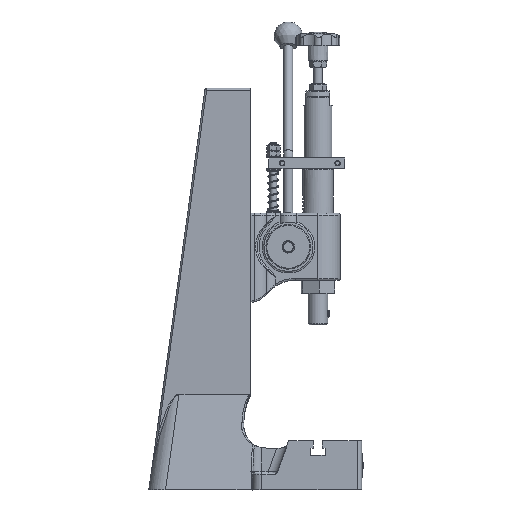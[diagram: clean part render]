
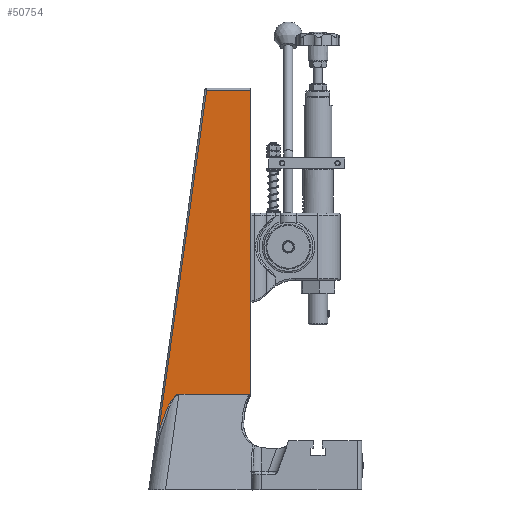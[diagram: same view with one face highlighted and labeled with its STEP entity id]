
A CAD part, left-side view. The second image highlights one B-rep face of the part: STEP entity #50754.
In plain terms, the highlighted planar face has unit normal (-0.999, 0.043, 0).
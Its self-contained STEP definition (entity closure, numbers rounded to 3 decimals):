
#3334=PLANE('',#53602);
#4849=ELLIPSE('',#53599,129.783,23.);
#4850=ELLIPSE('',#53603,65.059,65.);
#4949=LINE('',#66873,#9514);
#4950=LINE('',#66954,#9515);
#4952=LINE('',#66962,#9517);
#4953=LINE('',#66963,#9518);
#9514=VECTOR('',#56182,78.324);
#9515=VECTOR('',#56191,388.001);
#9517=VECTOR('',#56199,341.4);
#9518=VECTOR('',#56200,49.727);
#14329=FACE_OUTER_BOUND('',#17169,.T.);
#17169=EDGE_LOOP('',(#35201,#35202,#35203,#35204,#35205,#35206,#35207));
#21020=B_SPLINE_CURVE_WITH_KNOTS('',3,(#66664,#66665,#66666,#66667,#66668,
#66669,#66670,#66671,#66672,#66673,#66674,#66675,#66676,#66677,#66678,#66679,
#66680,#66681,#66682,#66683,#66684,#66685,#66686,#66687,#66688,#66689,#66690,
#66691,#66692,#66693,#66694,#66695,#66696,#66697,#66698,#66699,#66700,#66701,
#66702,#66703,#66704,#66705,#66706,#66707,#66708,#66709,#66710,#66711,#66712,
#66713,#66714,#66715),.UNSPECIFIED.,.F.,.F.,(4,1,1,1,1,1,1,1,1,1,1,1,1,
1,1,1,1,1,1,1,1,1,1,1,1,1,1,1,1,1,1,1,1,1,1,1,1,1,1,1,1,1,1,1,1,1,1,1,1,
4),(2.616,2.638,2.665,2.692,
2.719,2.746,2.773,2.786,2.8,
2.827,2.84,2.854,2.881,2.908,
2.921,2.924,2.928,2.931,2.935,
2.938,2.94,2.941,2.948,2.949,
2.95,2.951,2.951,2.955,2.956,
2.956,2.957,2.958,2.959,2.959,
2.96,2.96,2.96,2.961,2.961,
2.961,2.961,2.961,2.961,2.961,
2.961,2.961,2.961,2.988,3.002,
3.015),.UNSPECIFIED.);
#22990=VERTEX_POINT('',#66650);
#22991=VERTEX_POINT('',#66663);
#22993=VERTEX_POINT('',#66869);
#22995=VERTEX_POINT('',#66898);
#22998=VERTEX_POINT('',#66953);
#23000=VERTEX_POINT('',#66959);
#23001=VERTEX_POINT('',#66961);
#27873=EDGE_CURVE('',#22990,#22991,#21020,.T.);
#27878=EDGE_CURVE('',#22991,#22993,#4949,.T.);
#27881=EDGE_CURVE('',#22993,#22995,#4849,.T.);
#27884=EDGE_CURVE('',#22995,#22998,#4950,.T.);
#27887=EDGE_CURVE('',#22990,#23000,#4850,.T.);
#27888=EDGE_CURVE('',#23000,#23001,#4952,.T.);
#27889=EDGE_CURVE('',#22998,#23001,#4953,.T.);
#35201=ORIENTED_EDGE('',*,*,#27881,.F.);
#35202=ORIENTED_EDGE('',*,*,#27878,.F.);
#35203=ORIENTED_EDGE('',*,*,#27873,.F.);
#35204=ORIENTED_EDGE('',*,*,#27887,.T.);
#35205=ORIENTED_EDGE('',*,*,#27888,.T.);
#35206=ORIENTED_EDGE('',*,*,#27889,.F.);
#35207=ORIENTED_EDGE('',*,*,#27884,.F.);
#50754=ADVANCED_FACE('',(#14329),#3334,.T.);
#53599=AXIS2_PLACEMENT_3D('',#66902,#56187,#56188);
#53602=AXIS2_PLACEMENT_3D('',#66958,#56195,#56196);
#53603=AXIS2_PLACEMENT_3D('',#66960,#56197,#56198);
#56182=DIRECTION('',(0.043,0.999,0.));
#56187=DIRECTION('center_axis',(-0.999,0.043,0.));
#56188=DIRECTION('ref_axis',(-0.006,-0.132,0.991));
#56191=DIRECTION('',(-0.006,-0.139,0.99));
#56195=DIRECTION('center_axis',(-0.999,0.043,0.));
#56196=DIRECTION('ref_axis',(-0.043,-0.999,0.));
#56197=DIRECTION('center_axis',(0.999,-0.043,0.));
#56198=DIRECTION('ref_axis',(-0.043,-0.999,0.));
#56199=DIRECTION('',(0.,0.,1.));
#56200=DIRECTION('',(-0.043,-0.999,0.));
#66650=CARTESIAN_POINT('',(-39.853,125.438,106.819));
#66663=CARTESIAN_POINT('',(-39.809,126.47,110.27));
#66664=CARTESIAN_POINT('Ctrl Pts',(-39.853,125.438,106.819));
#66665=CARTESIAN_POINT('Ctrl Pts',(-39.853,125.431,106.895));
#66666=CARTESIAN_POINT('Ctrl Pts',(-39.854,125.416,107.059));
#66667=CARTESIAN_POINT('Ctrl Pts',(-39.855,125.398,107.314));
#66668=CARTESIAN_POINT('Ctrl Pts',(-39.855,125.382,107.583));
#66669=CARTESIAN_POINT('Ctrl Pts',(-39.856,125.373,107.851));
#66670=CARTESIAN_POINT('Ctrl Pts',(-39.856,125.37,108.12));
#66671=CARTESIAN_POINT('Ctrl Pts',(-39.856,125.374,108.345));
#66672=CARTESIAN_POINT('Ctrl Pts',(-39.855,125.382,108.524));
#66673=CARTESIAN_POINT('Ctrl Pts',(-39.855,125.394,108.703));
#66674=CARTESIAN_POINT('Ctrl Pts',(-39.854,125.412,108.882));
#66675=CARTESIAN_POINT('Ctrl Pts',(-39.853,125.439,109.059));
#66676=CARTESIAN_POINT('Ctrl Pts',(-39.852,125.472,109.236));
#66677=CARTESIAN_POINT('Ctrl Pts',(-39.849,125.527,109.453));
#66678=CARTESIAN_POINT('Ctrl Pts',(-39.846,125.606,109.663));
#66679=CARTESIAN_POINT('Ctrl Pts',(-39.843,125.675,109.792));
#66680=CARTESIAN_POINT('Ctrl Pts',(-39.841,125.711,109.849));
#66681=CARTESIAN_POINT('Ctrl Pts',(-39.841,125.729,109.877));
#66682=CARTESIAN_POINT('Ctrl Pts',(-39.84,125.749,109.904));
#66683=CARTESIAN_POINT('Ctrl Pts',(-39.839,125.769,109.931));
#66684=CARTESIAN_POINT('Ctrl Pts',(-39.838,125.787,109.953));
#66685=CARTESIAN_POINT('Ctrl Pts',(-39.838,125.801,109.97));
#66686=CARTESIAN_POINT('Ctrl Pts',(-39.837,125.823,109.996));
#66687=CARTESIAN_POINT('Ctrl Pts',(-39.836,125.845,110.018));
#66688=CARTESIAN_POINT('Ctrl Pts',(-39.835,125.865,110.038));
#66689=CARTESIAN_POINT('Ctrl Pts',(-39.835,125.871,110.043));
#66690=CARTESIAN_POINT('Ctrl Pts',(-39.834,125.877,110.049));
#66691=CARTESIAN_POINT('Ctrl Pts',(-39.834,125.889,110.06));
#66692=CARTESIAN_POINT('Ctrl Pts',(-39.833,125.902,110.071));
#66693=CARTESIAN_POINT('Ctrl Pts',(-39.833,125.915,110.082));
#66694=CARTESIAN_POINT('Ctrl Pts',(-39.832,125.921,110.087));
#66695=CARTESIAN_POINT('Ctrl Pts',(-39.832,125.928,110.092));
#66696=CARTESIAN_POINT('Ctrl Pts',(-39.832,125.933,110.096));
#66697=CARTESIAN_POINT('Ctrl Pts',(-39.832,125.937,110.1));
#66698=CARTESIAN_POINT('Ctrl Pts',(-39.832,125.942,110.103));
#66699=CARTESIAN_POINT('Ctrl Pts',(-39.831,125.946,110.106));
#66700=CARTESIAN_POINT('Ctrl Pts',(-39.831,125.949,110.108));
#66701=CARTESIAN_POINT('Ctrl Pts',(-39.831,125.951,110.11));
#66702=CARTESIAN_POINT('Ctrl Pts',(-39.831,125.953,110.112));
#66703=CARTESIAN_POINT('Ctrl Pts',(-39.831,125.956,110.113));
#66704=CARTESIAN_POINT('Ctrl Pts',(-39.831,125.957,110.114));
#66705=CARTESIAN_POINT('Ctrl Pts',(-39.831,125.958,110.115));
#66706=CARTESIAN_POINT('Ctrl Pts',(-39.831,125.959,110.116));
#66707=CARTESIAN_POINT('Ctrl Pts',(-39.831,125.96,110.116));
#66708=CARTESIAN_POINT('Ctrl Pts',(-39.831,125.96,110.117));
#66709=CARTESIAN_POINT('Ctrl Pts',(-39.831,125.96,110.117));
#66710=CARTESIAN_POINT('Ctrl Pts',(-39.831,125.961,110.117));
#66711=CARTESIAN_POINT('Ctrl Pts',(-39.828,126.032,110.168));
#66712=CARTESIAN_POINT('Ctrl Pts',(-39.822,126.174,110.229));
#66713=CARTESIAN_POINT('Ctrl Pts',(-39.816,126.298,110.258));
#66714=CARTESIAN_POINT('Ctrl Pts',(-39.811,126.425,110.27));
#66715=CARTESIAN_POINT('Ctrl Pts',(-39.809,126.47,110.27));
#66869=CARTESIAN_POINT('',(-36.465,204.722,110.27));
#66873=CARTESIAN_POINT('',(-37.518,180.073,110.27));
#66898=CARTESIAN_POINT('',(-35.484,227.68,66.782));
#66902=CARTESIAN_POINT('Origin',(-35.758,221.264,-18.417));
#66953=CARTESIAN_POINT('',(-37.791,173.682,451.));
#66954=CARTESIAN_POINT('',(-35.405,229.515,53.725));
#66958=CARTESIAN_POINT('Origin',(-35.,239.,110.));
#66959=CARTESIAN_POINT('',(-39.915,124.,109.6));
#66960=CARTESIAN_POINT('Origin',(-42.35,67.,78.359));
#66961=CARTESIAN_POINT('',(-39.915,124.,451.));
#66962=CARTESIAN_POINT('',(-39.915,124.,281.5));
#66963=CARTESIAN_POINT('',(-36.248,209.79,451.));
